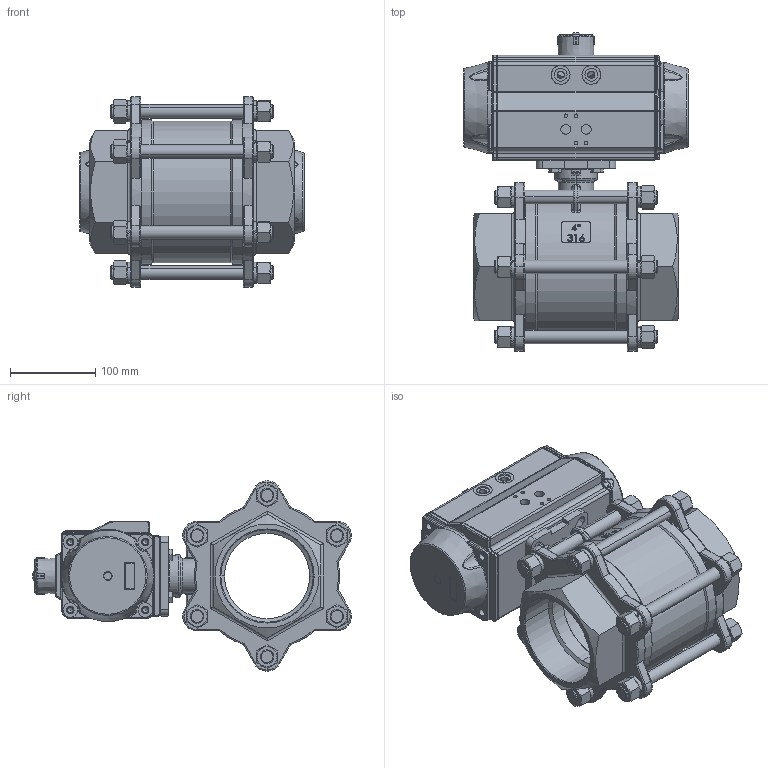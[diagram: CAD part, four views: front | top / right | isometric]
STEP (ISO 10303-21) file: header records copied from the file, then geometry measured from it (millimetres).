
FILE_DESCRIPTION(/* description */ ('Unknown'),/* implementation_level */ '2;1');
FILE_NAME(/* name */ 'PD069336-12',/* time_stamp */ '2025-01-17T11:28:11+01:00',/* author */ ('Unknown'),/* organization */ ('Unknown'),/* preprocessor_version */ 'ST-DEVELOPER v19.4',/* originating_system */ 'Solid Edge',/* authorisation */ 'Unknown');
FILE_SCHEMA (('AUTOMOTIVE_DESIGN {1 0 10303 214 3 1 1}'));
Length unit declared in the file: millimetre
Products named in the file (22): PD069336-12; 9336-12_oa_0; Spring lock washers--Normal type GB_GB_FASTENER_WASHER_SW 16; Hexagon nuts grade C GB_GB_FASTENER_NUT_SNC1 M16-N; MV-83-T(J)-DN100; MV-33-G(J)-DN100; MV-83-Z-DN100; MV-83-DD-DN100; MV-83-LM-DN100; MV-83-FS-DN100; MV-83-LZ-DN100; PD06_PE05; VTE95____; ____; zhou95; vt95_________________MIR; vt95-2016-06-25; Optische Anzeige; ______; ________(___________; cup head nib bolts with large head gb_GB_FASTENER_BOLT_CHNBW M6X25-N; DIN 933 M8x30 A2-70 BLK_EDST
Assembly tree (57 placements, depth 4):
  PD069336-12
    9336-12_oa_0
      Spring lock washers--Normal type GB_GB_FASTENER_WASHER_SW 16  x12
      Hexagon nuts grade C GB_GB_FASTENER_NUT_SNC1 M16-N  x12
      MV-83-T(J)-DN100
      MV-33-G(J)-DN100  x2
      MV-83-Z-DN100
      MV-83-DD-DN100  x2
      MV-83-LM-DN100
      MV-83-FS-DN100
      MV-83-LZ-DN100  x6
    PD06_PE05
      VTE95____
      ____  x2
      zhou95
      vt95_________________MIR
      vt95-2016-06-25
      Optische Anzeige
        ______
        ________(___________  x4
        cup head nib bolts with large head gb_GB_FASTENER_BOLT_CHNBW M6X25-N
    DIN 933 M8x30 A2-70 BLK_EDST  x4
Bounding box: 264 x 374.36 x 223.5 mm (x, y, z)
Volume: 3435332.1 mm3; surface area: 861324.4 mm2
Topology: 54 solids, 54 shells, 3863 faces, 9428 edges, 5789 vertices
Faces by surface type: plane 1167, cylinder 1095, bspline 663, torus 538, cone 351, sphere 49
Full cylindrical faces by diameter (mm): 3 x16, 3.3 x8, 4.134 x8, 4.66 x1, 4.917 x5, 5.5 x1, 6 x1, 6.2 x1, 6.647 x12, 8 x4, 8.376 x2, 11.445 x2, 12 x2, 13 x4, 15 x2, 16.2 x1, 16.4 x1, 17 x4, 18.7 x1, 20 x5, 22 x2, 24.5 x14, 27 x1, 30.4 x1, 31.5 x1, 32.5 x1, 34.9 x1, 36.4 x1, 38.5 x1, 40 x4
Entity records: 121189 total; most frequent: CARTESIAN_POINT 62491, ORIENTED_EDGE 12766, DIRECTION 10676, EDGE_CURVE 6383, AXIS2_PLACEMENT_3D 4250, VERTEX_POINT 4088, FACE_BOUND 3165, EDGE_LOOP 3157
